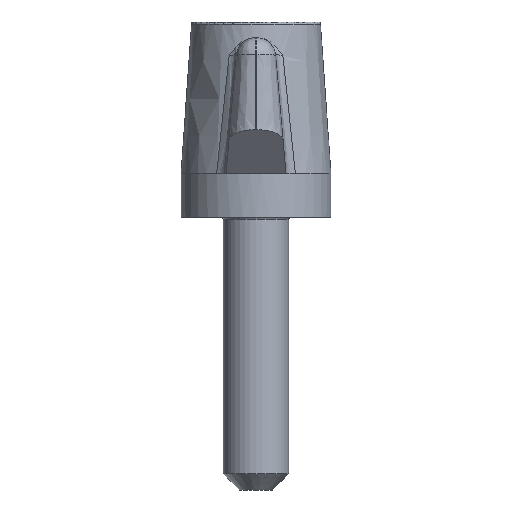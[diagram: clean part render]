
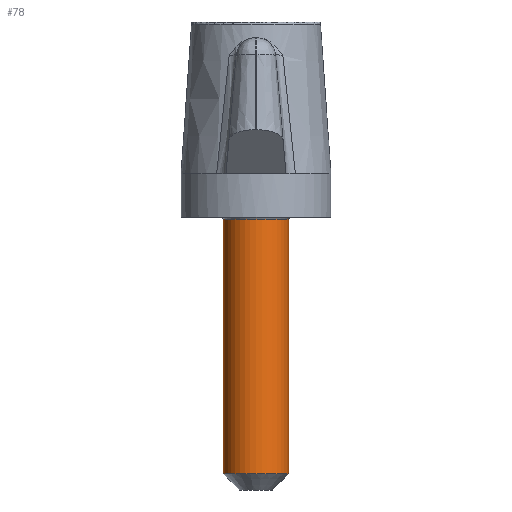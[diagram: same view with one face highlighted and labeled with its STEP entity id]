
A CAD part, front view. The second image highlights one B-rep face of the part: STEP entity #78.
In plain terms, the highlighted cylindrical face has radius 3 mm (diameter 6 mm), a full revolution.
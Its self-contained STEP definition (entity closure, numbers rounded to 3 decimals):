
#78 = ADVANCED_FACE( '', ( #195, #196 ), #197, .T. );
#195 = FACE_OUTER_BOUND( '', #395, .T. );
#196 = FACE_OUTER_BOUND( '', #396, .T. );
#197 = CYLINDRICAL_SURFACE( '', #397, 3. );
#395 = EDGE_LOOP( '', ( #3239 ) );
#396 = EDGE_LOOP( '', ( #3240 ) );
#397 = AXIS2_PLACEMENT_3D( '', #3241, #3242, #3243 );
#3239 = ORIENTED_EDGE( '', *, *, #3573, .T. );
#3240 = ORIENTED_EDGE( '', *, *, #3574, .T. );
#3241 = CARTESIAN_POINT( '', ( 0., 0., 12. ) );
#3242 = DIRECTION( '', ( 0., 0., -1. ) );
#3243 = DIRECTION( '', ( 1., 0., 0. ) );
#3573 = EDGE_CURVE( '', #3730, #3730, #3731, .F. );
#3574 = EDGE_CURVE( '', #3732, #3732, #3733, .T. );
#3730 = VERTEX_POINT( '', #4035 );
#3731 = CIRCLE( '', #4036, 3. );
#3732 = VERTEX_POINT( '', #4037 );
#3733 = CIRCLE( '', #4038, 3. );
#4035 = CARTESIAN_POINT( '', ( 3., 0., -0.2 ) );
#4036 = AXIS2_PLACEMENT_3D( '', #4931, #4932, #4933 );
#4037 = CARTESIAN_POINT( '', ( 3., 0., -23.5 ) );
#4038 = AXIS2_PLACEMENT_3D( '', #4934, #4935, #4936 );
#4931 = CARTESIAN_POINT( '', ( 0., 0., -0.2 ) );
#4932 = DIRECTION( '', ( 0., 0., 1. ) );
#4933 = DIRECTION( '', ( 1., 0., 0. ) );
#4934 = CARTESIAN_POINT( '', ( 0., 0., -23.5 ) );
#4935 = DIRECTION( '', ( 0., 0., 1. ) );
#4936 = DIRECTION( '', ( 1., 0., 0. ) );
